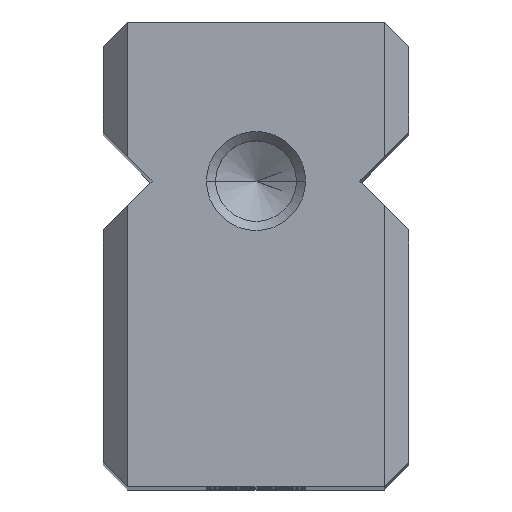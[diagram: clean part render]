
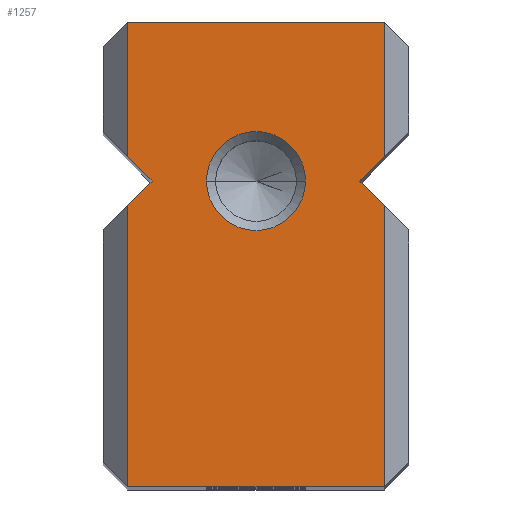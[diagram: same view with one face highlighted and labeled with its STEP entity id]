
A CAD part, top view. The second image highlights one B-rep face of the part: STEP entity #1257.
In plain terms, the highlighted planar face has unit normal (0, 0, 1).
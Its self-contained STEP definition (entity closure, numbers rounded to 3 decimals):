
#30 = LINE ( 'NONE', #191, #1100 ) ;
#33 = AXIS2_PLACEMENT_3D ( 'NONE', #271, #156, #1178 ) ;
#37 = CARTESIAN_POINT ( 'NONE',  ( 4.25, 3., 37.5 ) ) ;
#44 = VECTOR ( 'NONE', #878, 1000. ) ;
#61 = CARTESIAN_POINT ( 'NONE',  ( 5.25, 2., 37.5 ) ) ;
#63 = ORIENTED_EDGE ( 'NONE', *, *, #217, .T. ) ;
#67 = CARTESIAN_POINT ( 'NONE',  ( -2.025, 3., 37.5 ) ) ;
#82 = DIRECTION ( 'NONE',  ( 0., 1., 0. ) ) ;
#91 = LINE ( 'NONE', #1486, #926 ) ;
#98 = DIRECTION ( 'NONE',  ( 1., 0., 0. ) ) ;
#124 = VERTEX_POINT ( 'NONE', #141 ) ;
#141 = CARTESIAN_POINT ( 'NONE',  ( -5.25, 9.5, 37.5 ) ) ;
#156 = DIRECTION ( 'NONE',  ( 0., 0., 1. ) ) ;
#171 = VECTOR ( 'NONE', #82, 1000. ) ;
#191 = CARTESIAN_POINT ( 'NONE',  ( 3.625, 3.625, 37.5 ) ) ;
#217 = EDGE_CURVE ( 'NONE', #568, #1426, #1181, .T. ) ;
#243 = EDGE_CURVE ( 'NONE', #1401, #652, #30, .T. ) ;
#261 = EDGE_CURVE ( 'NONE', #1244, #1443, #361, .T. ) ;
#268 = LINE ( 'NONE', #653, #661 ) ;
#271 = CARTESIAN_POINT ( 'NONE',  ( 0., 3., 37.5 ) ) ;
#281 = CARTESIAN_POINT ( 'NONE',  ( -5.25, 4., 37.5 ) ) ;
#291 = DIRECTION ( 'NONE',  ( 0., -1., 0. ) ) ;
#296 = VERTEX_POINT ( 'NONE', #281 ) ;
#310 = EDGE_LOOP ( 'NONE', ( #779, #645, #1528, #865, #1078, #1554, #63, #1489, #544, #517 ) ) ;
#312 = CARTESIAN_POINT ( 'NONE',  ( -4.25, 3., 37.5 ) ) ;
#322 = LINE ( 'NONE', #1374, #44 ) ;
#350 = VECTOR ( 'NONE', #469, 1000. ) ;
#358 = DIRECTION ( 'NONE',  ( 1., 0., 0. ) ) ;
#361 = CIRCLE ( 'NONE', #437, 2.025 ) ;
#362 = CARTESIAN_POINT ( 'NONE',  ( -5.25, 2., 37.5 ) ) ;
#378 = DIRECTION ( 'NONE',  ( -1., 0., 0. ) ) ;
#437 = AXIS2_PLACEMENT_3D ( 'NONE', #1552, #1199, #538 ) ;
#464 = EDGE_CURVE ( 'NONE', #652, #854, #91, .T. ) ;
#469 = DIRECTION ( 'NONE',  ( 0., -1., 0. ) ) ;
#483 = VECTOR ( 'NONE', #98, 1000. ) ;
#487 = DIRECTION ( 'NONE',  ( -0.707, 0.707, 0. ) ) ;
#509 = CARTESIAN_POINT ( 'NONE',  ( -6.25, 9.5, 37.5 ) ) ;
#517 = ORIENTED_EDGE ( 'NONE', *, *, #243, .T. ) ;
#538 = DIRECTION ( 'NONE',  ( 1., 0., 0. ) ) ;
#544 = ORIENTED_EDGE ( 'NONE', *, *, #1000, .T. ) ;
#568 = VERTEX_POINT ( 'NONE', #362 ) ;
#588 = CARTESIAN_POINT ( 'NONE',  ( -6.25, -9.5, 37.5 ) ) ;
#645 = ORIENTED_EDGE ( 'NONE', *, *, #748, .T. ) ;
#652 = VERTEX_POINT ( 'NONE', #37 ) ;
#653 = CARTESIAN_POINT ( 'NONE',  ( 5.25, 0., 37.5 ) ) ;
#661 = VECTOR ( 'NONE', #1192, 1000. ) ;
#669 = VERTEX_POINT ( 'NONE', #1063 ) ;
#690 = DIRECTION ( 'NONE',  ( -0.707, 0.707, 0. ) ) ;
#698 = LINE ( 'NONE', #588, #483 ) ;
#708 = CARTESIAN_POINT ( 'NONE',  ( 5.25, 0., 37.5 ) ) ;
#711 = EDGE_CURVE ( 'NONE', #1443, #1244, #751, .T. ) ;
#714 = EDGE_LOOP ( 'NONE', ( #913, #1308 ) ) ;
#740 = LINE ( 'NONE', #1635, #929 ) ;
#741 = VERTEX_POINT ( 'NONE', #312 ) ;
#742 = VECTOR ( 'NONE', #291, 1000. ) ;
#748 = EDGE_CURVE ( 'NONE', #854, #669, #1372, .T. ) ;
#751 = CIRCLE ( 'NONE', #33, 2.025 ) ;
#779 = ORIENTED_EDGE ( 'NONE', *, *, #464, .T. ) ;
#809 = EDGE_CURVE ( 'NONE', #1426, #1112, #698, .T. ) ;
#816 = CARTESIAN_POINT ( 'NONE',  ( -5.25, 0., 37.5 ) ) ;
#854 = VERTEX_POINT ( 'NONE', #1397 ) ;
#865 = ORIENTED_EDGE ( 'NONE', *, *, #1186, .T. ) ;
#872 = CARTESIAN_POINT ( 'NONE',  ( 0., 0., 37.5 ) ) ;
#878 = DIRECTION ( 'NONE',  ( 0.707, 0.707, 0. ) ) ;
#913 = ORIENTED_EDGE ( 'NONE', *, *, #261, .F. ) ;
#926 = VECTOR ( 'NONE', #1620, 1000. ) ;
#929 = VECTOR ( 'NONE', #487, 1000. ) ;
#1000 = EDGE_CURVE ( 'NONE', #1112, #1401, #268, .T. ) ;
#1004 = FACE_BOUND ( 'NONE', #714, .T. ) ;
#1063 = CARTESIAN_POINT ( 'NONE',  ( 5.25, 9.5, 37.5 ) ) ;
#1078 = ORIENTED_EDGE ( 'NONE', *, *, #1264, .F. ) ;
#1100 = VECTOR ( 'NONE', #690, 1000. ) ;
#1112 = VERTEX_POINT ( 'NONE', #1364 ) ;
#1178 = DIRECTION ( 'NONE',  ( 1., 0., 0. ) ) ;
#1181 = LINE ( 'NONE', #816, #742 ) ;
#1186 = EDGE_CURVE ( 'NONE', #124, #296, #1258, .T. ) ;
#1192 = DIRECTION ( 'NONE',  ( 0., 1., 0. ) ) ;
#1199 = DIRECTION ( 'NONE',  ( 0., 0., 1. ) ) ;
#1244 = VERTEX_POINT ( 'NONE', #1404 ) ;
#1257 = ADVANCED_FACE ( 'NONE', ( #1004, #1512 ), #1499, .T. ) ;
#1258 = LINE ( 'NONE', #1526, #350 ) ;
#1264 = EDGE_CURVE ( 'NONE', #741, #296, #740, .T. ) ;
#1280 = LINE ( 'NONE', #509, #1557 ) ;
#1298 = AXIS2_PLACEMENT_3D ( 'NONE', #872, #1379, #358 ) ;
#1308 = ORIENTED_EDGE ( 'NONE', *, *, #711, .F. ) ;
#1336 = CARTESIAN_POINT ( 'NONE',  ( -5.25, -9.5, 37.5 ) ) ;
#1364 = CARTESIAN_POINT ( 'NONE',  ( 5.25, -9.5, 37.5 ) ) ;
#1372 = LINE ( 'NONE', #708, #171 ) ;
#1374 = CARTESIAN_POINT ( 'NONE',  ( -3.625, 3.625, 37.5 ) ) ;
#1379 = DIRECTION ( 'NONE',  ( 0., 0., 1. ) ) ;
#1397 = CARTESIAN_POINT ( 'NONE',  ( 5.25, 4., 37.5 ) ) ;
#1401 = VERTEX_POINT ( 'NONE', #61 ) ;
#1404 = CARTESIAN_POINT ( 'NONE',  ( 2.025, 3., 37.5 ) ) ;
#1426 = VERTEX_POINT ( 'NONE', #1336 ) ;
#1443 = VERTEX_POINT ( 'NONE', #67 ) ;
#1469 = EDGE_CURVE ( 'NONE', #568, #741, #322, .T. ) ;
#1486 = CARTESIAN_POINT ( 'NONE',  ( 0.625, -0.625, 37.5 ) ) ;
#1489 = ORIENTED_EDGE ( 'NONE', *, *, #809, .T. ) ;
#1499 = PLANE ( 'NONE',  #1298 ) ;
#1512 = FACE_OUTER_BOUND ( 'NONE', #310, .T. ) ;
#1526 = CARTESIAN_POINT ( 'NONE',  ( -5.25, 0., 37.5 ) ) ;
#1528 = ORIENTED_EDGE ( 'NONE', *, *, #1596, .T. ) ;
#1552 = CARTESIAN_POINT ( 'NONE',  ( 0., 3., 37.5 ) ) ;
#1554 = ORIENTED_EDGE ( 'NONE', *, *, #1469, .F. ) ;
#1557 = VECTOR ( 'NONE', #378, 1000. ) ;
#1596 = EDGE_CURVE ( 'NONE', #669, #124, #1280, .T. ) ;
#1620 = DIRECTION ( 'NONE',  ( 0.707, 0.707, 0. ) ) ;
#1635 = CARTESIAN_POINT ( 'NONE',  ( -0.625, -0.625, 37.5 ) ) ;
